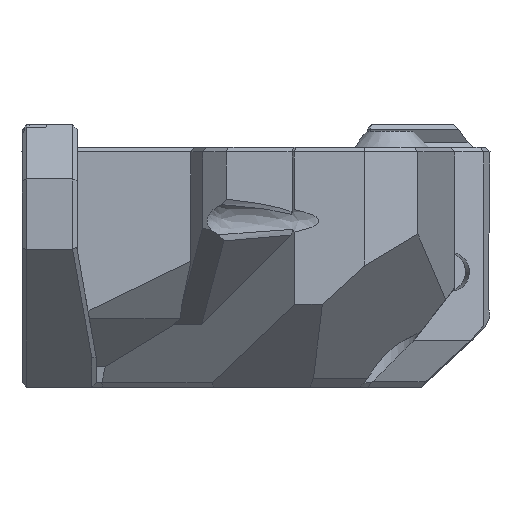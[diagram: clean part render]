
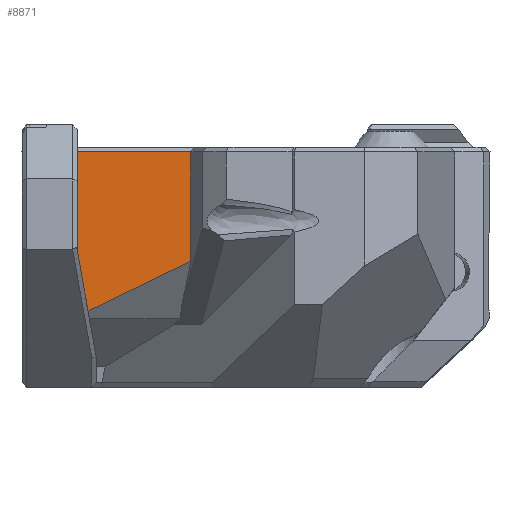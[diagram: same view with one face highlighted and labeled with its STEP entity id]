
A CAD part, left-side view. The second image highlights one B-rep face of the part: STEP entity #8871.
In plain terms, the highlighted planar face has unit normal (-1, 0, 0).
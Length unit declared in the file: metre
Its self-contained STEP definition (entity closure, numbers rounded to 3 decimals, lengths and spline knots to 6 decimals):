
#888=LINE('',#14903,#1795);
#1013=LINE('',#15493,#1920);
#1014=LINE('',#15658,#1921);
#1015=LINE('',#15661,#1922);
#1016=LINE('',#15662,#1923);
#1795=VECTOR('',#11086,1.);
#1920=VECTOR('',#11429,1.);
#1921=VECTOR('',#11442,1.);
#1922=VECTOR('',#11443,1.);
#1923=VECTOR('',#11444,1.);
#3802=ORIENTED_EDGE('',*,*,#5739,.T.);
#3803=ORIENTED_EDGE('',*,*,#5740,.T.);
#3804=ORIENTED_EDGE('',*,*,#5553,.F.);
#3805=ORIENTED_EDGE('',*,*,#5733,.F.);
#3806=ORIENTED_EDGE('',*,*,#5741,.T.);
#5553=EDGE_CURVE('',#6640,#6641,#888,.T.);
#5733=EDGE_CURVE('',#6744,#6640,#1013,.T.);
#5739=EDGE_CURVE('',#6747,#6748,#1014,.T.);
#5740=EDGE_CURVE('',#6748,#6641,#1015,.T.);
#5741=EDGE_CURVE('',#6744,#6747,#1016,.T.);
#6640=VERTEX_POINT('',#14904);
#6641=VERTEX_POINT('',#14905);
#6744=VERTEX_POINT('',#15492);
#6747=VERTEX_POINT('',#15659);
#6748=VERTEX_POINT('',#15660);
#7419=EDGE_LOOP('',(#3802,#3803,#3804,#3805,#3806));
#7984=FACE_BOUND('',#7419,.T.);
#8443=PLANE('',#9573);
#8871=ADVANCED_FACE('',(#7984),#8443,.T.);
#9573=AXIS2_PLACEMENT_3D('',#15657,#11440,#11441);
#11086=DIRECTION('',(0.,0.,1.));
#11429=DIRECTION('',(0.,0.174,0.985));
#11440=DIRECTION('',(-1.,0.,0.));
#11441=DIRECTION('',(0.,-1.,0.));
#11442=DIRECTION('',(0.,0.,1.));
#11443=DIRECTION('',(0.,1.,0.));
#11444=DIRECTION('',(0.,-0.901,0.435));
#14903=CARTESIAN_POINT('',(-0.013379,0.0125,0.01668));
#14904=CARTESIAN_POINT('',(-0.013379,0.0125,0.01216));
#14905=CARTESIAN_POINT('',(-0.013379,0.0125,0.0208));
#15492=CARTESIAN_POINT('',(-0.013379,0.011544,0.006745));
#15493=CARTESIAN_POINT('',(-0.013379,0.012936,0.014628));
#15657=CARTESIAN_POINT('',(-0.013379,0.001321,0.01668));
#15658=CARTESIAN_POINT('',(-0.013379,0.002448,0.01668));
#15659=CARTESIAN_POINT('',(-0.013379,0.002448,0.011135));
#15660=CARTESIAN_POINT('',(-0.013379,0.002448,0.0208));
#15661=CARTESIAN_POINT('',(-0.013379,0.001321,0.0208));
#15662=CARTESIAN_POINT('',(-0.013379,-0.000636,0.012624));
